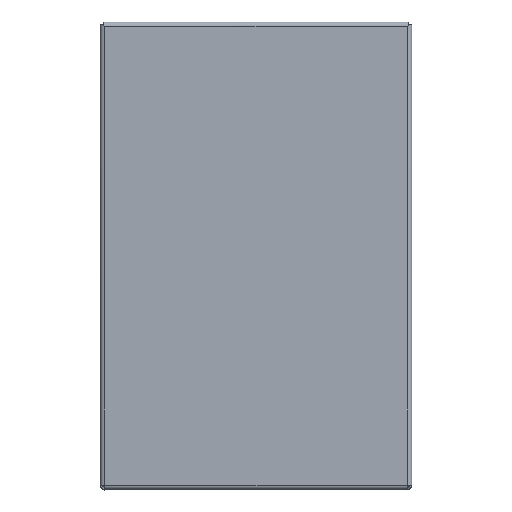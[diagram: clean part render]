
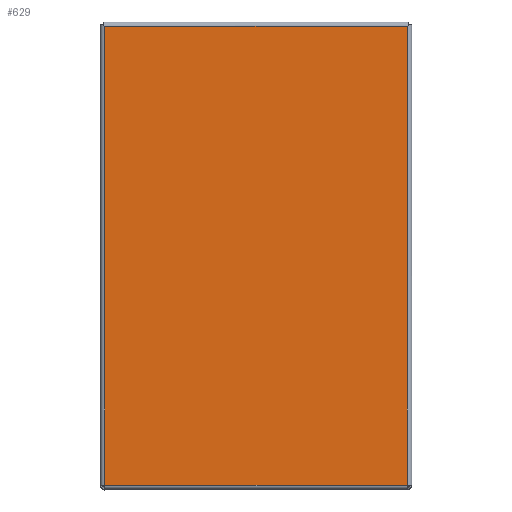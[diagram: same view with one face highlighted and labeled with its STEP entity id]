
A CAD part, top view. The second image highlights one B-rep face of the part: STEP entity #629.
In plain terms, the highlighted planar face has unit normal (0, 0, 1).
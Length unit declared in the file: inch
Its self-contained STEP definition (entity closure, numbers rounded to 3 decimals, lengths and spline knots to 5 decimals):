
#22 = EDGE_LOOP ( 'NONE', ( #1263, #2517, #352, #1050 ) ) ;
#180 = CARTESIAN_POINT ( 'NONE',  ( 9.857, 14.762, 8. ) ) ;
#198 = VERTEX_POINT ( 'NONE', #1852 ) ;
#332 = EDGE_CURVE ( 'NONE', #1417, #2349, #762, .T. ) ;
#352 = ORIENTED_EDGE ( 'NONE', *, *, #566, .T. ) ;
#429 = VECTOR ( 'NONE', #2487, 39.37008 ) ;
#431 = VECTOR ( 'NONE', #1973, 39.37008 ) ;
#479 = DIRECTION ( 'NONE',  ( 0., 0., 1. ) ) ;
#511 = EDGE_CURVE ( 'NONE', #1767, #198, #1775, .T. ) ;
#566 = EDGE_CURVE ( 'NONE', #198, #1417, #1650, .T. ) ;
#629 = ADVANCED_FACE ( 'NONE', ( #1080 ), #1857, .T. ) ;
#673 = CARTESIAN_POINT ( 'NONE',  ( 9.857, 0.048, 8. ) ) ;
#762 = LINE ( 'NONE', #1534, #429 ) ;
#887 = CARTESIAN_POINT ( 'NONE',  ( 9.857, 0., 8. ) ) ;
#915 = VECTOR ( 'NONE', #2039, 39.37008 ) ;
#1002 = EDGE_CURVE ( 'NONE', #2349, #1767, #1078, .T. ) ;
#1050 = ORIENTED_EDGE ( 'NONE', *, *, #332, .T. ) ;
#1078 = LINE ( 'NONE', #887, #2327 ) ;
#1080 = FACE_OUTER_BOUND ( 'NONE', #22, .T. ) ;
#1250 = DIRECTION ( 'NONE',  ( 1., 0., 0. ) ) ;
#1263 = ORIENTED_EDGE ( 'NONE', *, *, #1002, .T. ) ;
#1417 = VERTEX_POINT ( 'NONE', #2157 ) ;
#1447 = CARTESIAN_POINT ( 'NONE',  ( 0.143, 0., 8. ) ) ;
#1534 = CARTESIAN_POINT ( 'NONE',  ( 0., 0.048, 8. ) ) ;
#1650 = LINE ( 'NONE', #1447, #915 ) ;
#1660 = DIRECTION ( 'NONE',  ( 0., 1., 0. ) ) ;
#1767 = VERTEX_POINT ( 'NONE', #180 ) ;
#1775 = LINE ( 'NONE', #1814, #431 ) ;
#1814 = CARTESIAN_POINT ( 'NONE',  ( 0., 14.762, 8. ) ) ;
#1852 = CARTESIAN_POINT ( 'NONE',  ( 0.143, 14.762, 8. ) ) ;
#1857 = PLANE ( 'NONE',  #2119 ) ;
#1973 = DIRECTION ( 'NONE',  ( -1., 0., 0. ) ) ;
#2039 = DIRECTION ( 'NONE',  ( 0., -1., 0. ) ) ;
#2119 = AXIS2_PLACEMENT_3D ( 'NONE', #2218, #479, #1250 ) ;
#2157 = CARTESIAN_POINT ( 'NONE',  ( 0.143, 0.048, 8. ) ) ;
#2218 = CARTESIAN_POINT ( 'NONE',  ( 0., 0., 8. ) ) ;
#2327 = VECTOR ( 'NONE', #1660, 39.37008 ) ;
#2349 = VERTEX_POINT ( 'NONE', #673 ) ;
#2487 = DIRECTION ( 'NONE',  ( 1., 0., 0. ) ) ;
#2517 = ORIENTED_EDGE ( 'NONE', *, *, #511, .T. ) ;
